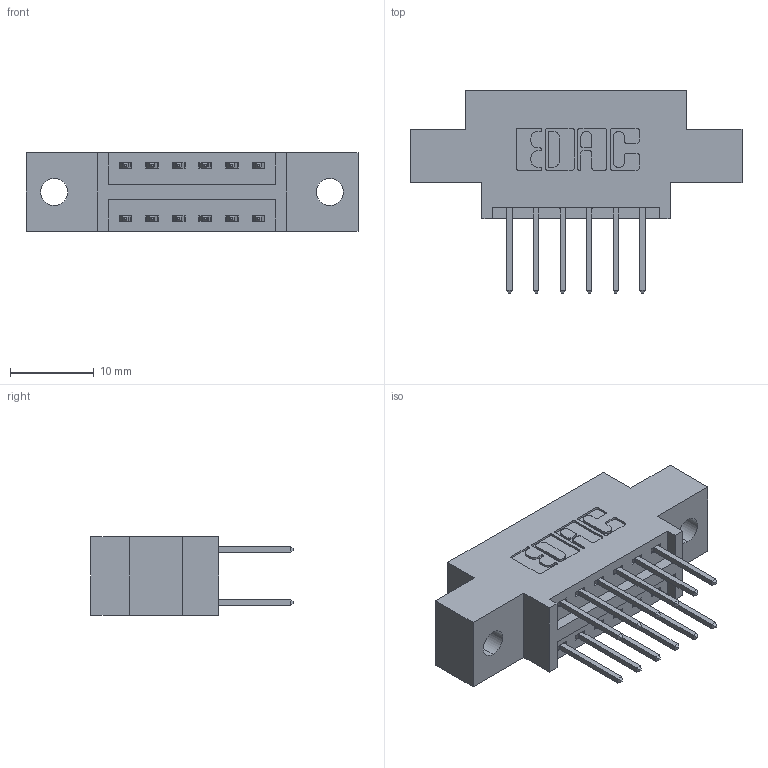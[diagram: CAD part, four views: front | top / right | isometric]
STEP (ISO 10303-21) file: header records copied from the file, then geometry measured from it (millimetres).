
FILE_DESCRIPTION (( 'STEP AP203' ), '1' );
FILE_NAME ('396-012-526-802.STEP', '2019-11-01T16:59:05', ( '' ), ( '' ), 'SwSTEP 2.0', 'SolidWorks 2016', '' );
FILE_SCHEMA (( 'CONFIG_CONTROL_DESIGN' ));
Length unit declared in the file: inch
Products named in the file (3): 346 Part_0.170 Offset - 0.128 Dia; 345-292-001_345-293-126; 396-012-526-802
Assembly tree (13 placements, depth 2):
  396-012-526-802
    346 Part_0.170 Offset - 0.128 Dia
    345-292-001_345-293-126  x12
Bounding box: 39.62 x 24.13 x 9.4 mm (x, y, z)
Volume: 3412.6 mm3; surface area: 4123.5 mm2
Topology: 13 solids, 13 shells, 750 faces, 2201 edges, 1450 vertices
Faces by surface type: plane 500, cylinder 250
Entity records: 8915 total; most frequent: CARTESIAN_POINT 1520, ORIENTED_EDGE 1454, DIRECTION 1391, EDGE_CURVE 727, VECTOR 571, LINE 571, VERTEX_POINT 482, AXIS2_PLACEMENT_3D 410
